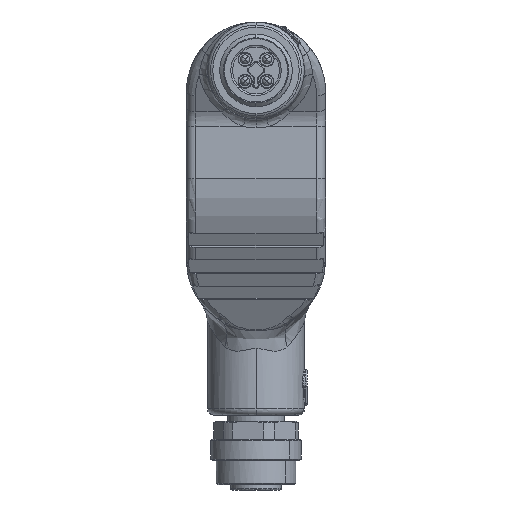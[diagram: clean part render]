
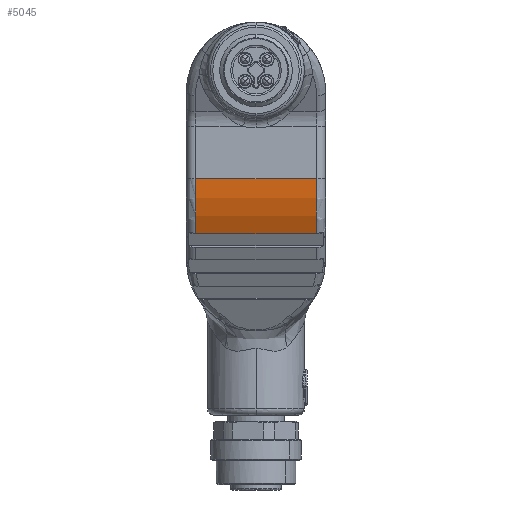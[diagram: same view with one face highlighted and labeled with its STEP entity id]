
A CAD part, left-side view. The second image highlights one B-rep face of the part: STEP entity #5045.
In plain terms, the highlighted cylindrical face has radius 20 mm (diameter 40 mm), a partial arc.
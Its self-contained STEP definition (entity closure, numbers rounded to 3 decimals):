
#3389=AXIS2_PLACEMENT_3D('Circle Axis2P3D',#3387,#3388,$) ;
#4228=AXIS2_PLACEMENT_3D('Circle Axis2P3D',#4226,#4227,$) ;
#5032=AXIS2_PLACEMENT_3D('Cylinder Axis2P3D',#5029,#5030,#5031) ;
#3384=CARTESIAN_POINT('Vertex',(35.351,21.5,42.383)) ;
#3387=CARTESIAN_POINT('Axis2P3D Location',(53.15,21.5,51.504)) ;
#3391=CARTESIAN_POINT('Vertex',(33.15,21.5,51.504)) ;
#4206=CARTESIAN_POINT('Vertex',(33.15,1.5,51.504)) ;
#4226=CARTESIAN_POINT('Axis2P3D Location',(53.15,1.5,51.504)) ;
#4230=CARTESIAN_POINT('Vertex',(35.351,1.5,42.383)) ;
#5017=CARTESIAN_POINT('Line Origine',(35.351,11.5,42.383)) ;
#5029=CARTESIAN_POINT('Axis2P3D Location',(53.15,-14.,51.504)) ;
#5034=CARTESIAN_POINT('Line Origine',(33.15,-14.,51.504)) ;
#3388=DIRECTION('Axis2P3D Direction',(0.,1.,-0.)) ;
#4227=DIRECTION('Axis2P3D Direction',(0.,1.,-0.)) ;
#5018=DIRECTION('Vector Direction',(0.,-1.,0.)) ;
#5030=DIRECTION('Axis2P3D Direction',(0.,1.,-0.)) ;
#5031=DIRECTION('Axis2P3D XDirection',(1.,0.,0.)) ;
#5035=DIRECTION('Vector Direction',(0.,1.,0.)) ;
#5019=VECTOR('Line Direction',#5018,1.) ;
#5036=VECTOR('Line Direction',#5035,1.) ;
#5040=ORIENTED_EDGE('',*,*,#3393,.T.) ;
#5041=ORIENTED_EDGE('',*,*,#5021,.T.) ;
#5042=ORIENTED_EDGE('',*,*,#4232,.T.) ;
#5043=ORIENTED_EDGE('',*,*,#5038,.F.) ;
#5045=ADVANCED_FACE('Hauptkoerper',(#5044),#5033,.T.) ;
#3390=CIRCLE('generated circle',#3389,20.) ;
#4229=CIRCLE('generated circle',#4228,20.) ;
#5033=CYLINDRICAL_SURFACE('generated cylinder',#5032,20.) ;
#3393=EDGE_CURVE('',#3392,#3385,#3390,.F.) ;
#4232=EDGE_CURVE('',#4231,#4207,#4229,.T.) ;
#5021=EDGE_CURVE('',#3385,#4231,#5020,.T.) ;
#5038=EDGE_CURVE('',#3392,#4207,#5037,.F.) ;
#5039=EDGE_LOOP('',(#5040,#5041,#5042,#5043)) ;
#5044=FACE_OUTER_BOUND('',#5039,.T.) ;
#5020=LINE('Line',#5017,#5019) ;
#5037=LINE('Line',#5034,#5036) ;
#3385=VERTEX_POINT('',#3384) ;
#3392=VERTEX_POINT('',#3391) ;
#4207=VERTEX_POINT('',#4206) ;
#4231=VERTEX_POINT('',#4230) ;
